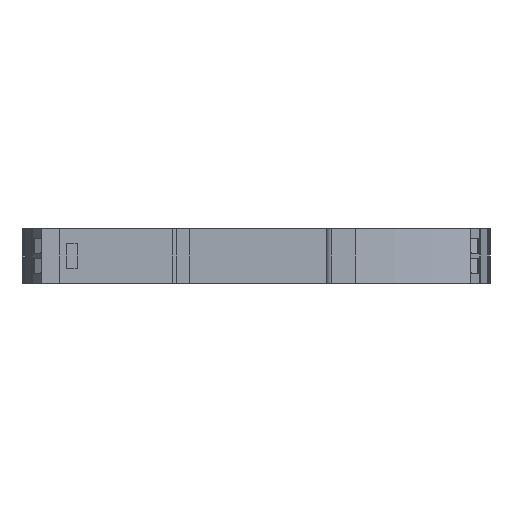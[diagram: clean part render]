
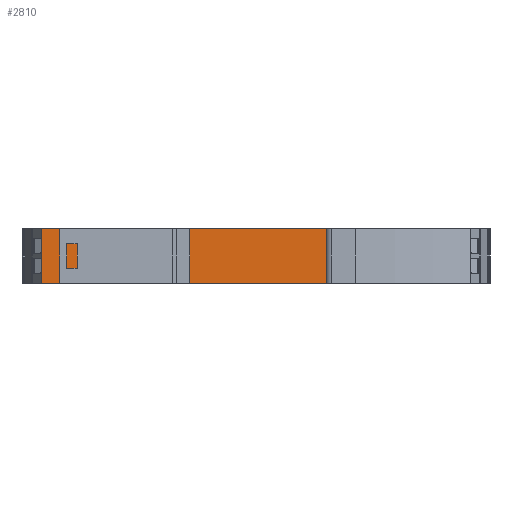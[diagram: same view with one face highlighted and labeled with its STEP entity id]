
A CAD part, front view. The second image highlights one B-rep face of the part: STEP entity #2810.
In plain terms, the highlighted planar face has unit normal (0, -1, 0).
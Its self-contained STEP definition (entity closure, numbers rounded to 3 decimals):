
#2080=CARTESIAN_POINT('',(-49.5,0.,
12.6));
#2090=DIRECTION('',(0.,-1.,0.));
#2100=DIRECTION('',(-1.,0.,0.));
#2110=AXIS2_PLACEMENT_3D('',#2080,#2090,#2100);
#2120=PLANE('',#2110);
#2130=CARTESIAN_POINT('',(0.,0.,0.05));
#2140=DIRECTION('',(-1.,0.,0.));
#2150=VECTOR('',#2140,1.);
#2160=LINE('',#2130,#2150);
#2170=CARTESIAN_POINT('',(-17.5,0.,
0.05));
#2180=VERTEX_POINT('',#2170);
#2190=CARTESIAN_POINT('',(-41.,0.,
0.05));
#2200=VERTEX_POINT('',#2190);
#2210=EDGE_CURVE('',#2180,#2200,#2160,.T.);
#2220=ORIENTED_EDGE('',*,*,#2210,.T.);
#2230=CARTESIAN_POINT('',(-17.5,0.,0.));
#2240=DIRECTION('',(0.,0.,-1.));
#2250=VECTOR('',#2240,1.);
#2260=LINE('',#2230,#2250);
#2270=CARTESIAN_POINT('',(-17.5,0.,
12.55));
#2280=VERTEX_POINT('',#2270);
#2290=EDGE_CURVE('',#2280,#2180,#2260,.T.);
#2300=ORIENTED_EDGE('',*,*,#2290,.T.);
#2310=CARTESIAN_POINT('',(0.,0.,12.55));
#2320=DIRECTION('',(1.,0.,0.));
#2330=VECTOR('',#2320,1.);
#2340=LINE('',#2310,#2330);
#2350=CARTESIAN_POINT('',(-41.,0.,
12.55));
#2360=VERTEX_POINT('',#2350);
#2370=EDGE_CURVE('',#2360,#2280,#2340,.T.);
#2380=ORIENTED_EDGE('',*,*,#2370,.T.);
#2390=CARTESIAN_POINT('',(-41.,0.,0.));
#2400=DIRECTION('',(0.,0.,1.));
#2410=VECTOR('',#2400,1.);
#2420=LINE('',#2390,#2410);
#2430=EDGE_CURVE('',#2200,#2360,#2420,.T.);
#2440=ORIENTED_EDGE('',*,*,#2430,.T.);
#2450=EDGE_LOOP('',(#2440,#2380,#2300,#2220));
#2460=FACE_BOUND('',#2450,.T.);
#2470=CARTESIAN_POINT('',(-49.5,0.,0.));
#2480=DIRECTION('',(0.,0.,1.));
#2490=VECTOR('',#2480,1.);
#2500=LINE('',#2470,#2490);
#2510=CARTESIAN_POINT('',(-49.5,0.,
0.));
#2520=VERTEX_POINT('',#2510);
#2530=CARTESIAN_POINT('',(-49.5,0.,
12.6));
#2540=VERTEX_POINT('',#2530);
#2550=EDGE_CURVE('',#2520,#2540,#2500,.T.);
#2560=ORIENTED_EDGE('',*,*,#2550,.F.);
#2570=CARTESIAN_POINT('',(0.,0.,12.6));
#2580=DIRECTION('',(1.,0.,0.));
#2590=VECTOR('',#2580,1.);
#2600=LINE('',#2570,#2590);
#2610=CARTESIAN_POINT('',(17.5,0.,
12.6));
#2620=VERTEX_POINT('',#2610);
#2630=EDGE_CURVE('',#2540,#2620,#2600,.T.);
#2640=ORIENTED_EDGE('',*,*,#2630,.F.);
#2650=CARTESIAN_POINT('',(17.5,0.,0.));
#2660=DIRECTION('',(0.,0.,1.));
#2670=VECTOR('',#2660,1.);
#2680=LINE('',#2650,#2670);
#2690=CARTESIAN_POINT('',(17.5,0.,
0.));
#2700=VERTEX_POINT('',#2690);
#2710=EDGE_CURVE('',#2700,#2620,#2680,.T.);
#2720=ORIENTED_EDGE('',*,*,#2710,.T.);
#2730=CARTESIAN_POINT('',(0.,0.,0.));
#2740=DIRECTION('',(-1.,0.,0.));
#2750=VECTOR('',#2740,1.);
#2760=LINE('',#2730,#2750);
#2770=EDGE_CURVE('',#2700,#2520,#2760,.T.);
#2780=ORIENTED_EDGE('',*,*,#2770,.F.);
#2790=EDGE_LOOP('',(#2780,#2720,#2640,#2560));
#2800=FACE_OUTER_BOUND('',#2790,.T.);
#2810=ADVANCED_FACE('',(#2460,#2800),#2120,.T.);
